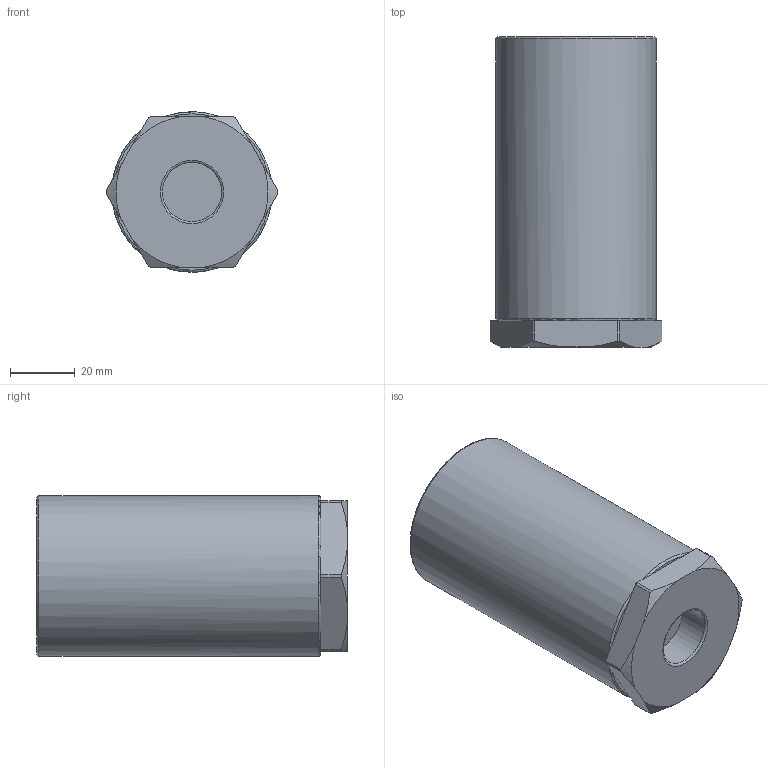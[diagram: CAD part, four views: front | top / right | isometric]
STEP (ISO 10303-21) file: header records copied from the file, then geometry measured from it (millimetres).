
FILE_DESCRIPTION((''),'2;1');
FILE_NAME('AV-50-316SS_R0.stp','2017-08-01T16:05:38',('salesdesk5'),(''),'Autodesk Inventor 2009','Autodesk Inventor 2009','');
FILE_SCHEMA(('AUTOMOTIVE_DESIGN { 1 0 10303 214 1 1 1 1 }'));
Length unit declared in the file: inch
Products named in the file (1): AV-50-316SS_R0
Bounding box: 53.09 x 95.76 x 49.53 mm (x, y, z)
Volume: 168197.1 mm3; surface area: 20964.2 mm2
Topology: 1 solids, 1 shells, 41 faces, 95 edges, 58 vertices
Faces by surface type: plane 22, cylinder 8, cone 8, torus 3
Full cylindrical faces by diameter (mm): 18.258 x1, 49.53 x1
Entity records: 1132 total; most frequent: CARTESIAN_POINT 210, DIRECTION 198, ORIENTED_EDGE 174, EDGE_CURVE 87, AXIS2_PLACEMENT_3D 81, VERTEX_POINT 57, EDGE_LOOP 50, FACE_OUTER_BOUND 41
